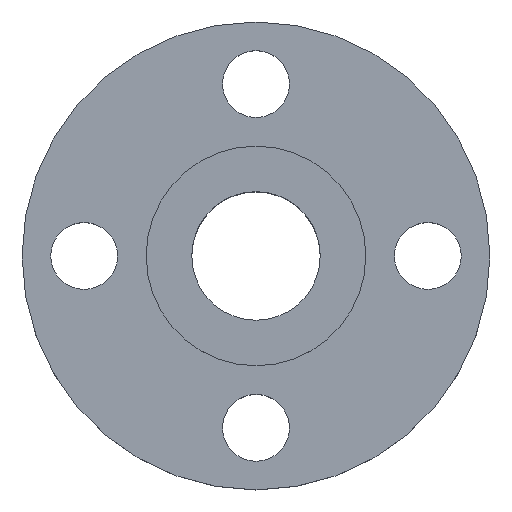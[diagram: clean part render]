
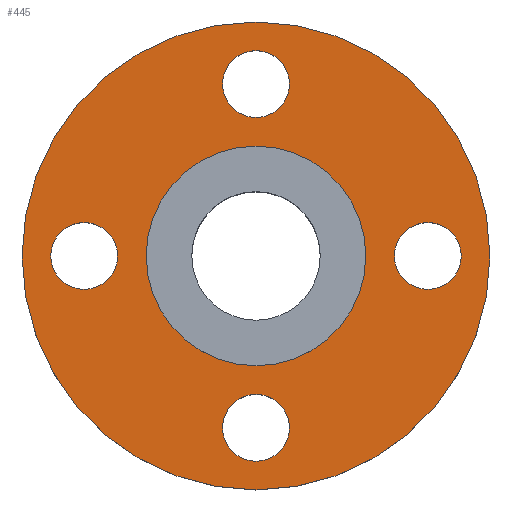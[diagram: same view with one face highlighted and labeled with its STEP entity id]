
A CAD part, top view. The second image highlights one B-rep face of the part: STEP entity #445.
In plain terms, the highlighted planar face has unit normal (0, 0, 1).
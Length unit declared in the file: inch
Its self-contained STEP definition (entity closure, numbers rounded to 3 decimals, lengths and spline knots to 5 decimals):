
#4 = ORIENTED_EDGE ( 'NONE', *, *, #167, .F. ) ;
#8 = CARTESIAN_POINT ( 'NONE',  ( 0.4375, -2.25, -0.0625 ) ) ;
#9 = AXIS2_PLACEMENT_3D ( 'NONE', #808, #745, #159 ) ;
#14 = CARTESIAN_POINT ( 'NONE',  ( -2.6875, 0., -0.0625 ) ) ;
#15 = DIRECTION ( 'NONE',  ( 0., 0., -1. ) ) ;
#17 = ORIENTED_EDGE ( 'NONE', *, *, #199, .T. ) ;
#33 = ORIENTED_EDGE ( 'NONE', *, *, #248, .T. ) ;
#38 = CARTESIAN_POINT ( 'NONE',  ( -1.8125, 0., -0.0625 ) ) ;
#40 = DIRECTION ( 'NONE',  ( 0., 0., 1. ) ) ;
#69 = ORIENTED_EDGE ( 'NONE', *, *, #132, .F. ) ;
#77 = EDGE_CURVE ( 'NONE', #403, #736, #560, .T. ) ;
#83 = VERTEX_POINT ( 'NONE', #8 ) ;
#85 = FACE_BOUND ( 'NONE', #212, .T. ) ;
#90 = CARTESIAN_POINT ( 'NONE',  ( -2.25, 0., -0.0625 ) ) ;
#91 = EDGE_CURVE ( 'NONE', #817, #835, #685, .T. ) ;
#109 = DIRECTION ( 'NONE',  ( -1., 0., 0. ) ) ;
#110 = CARTESIAN_POINT ( 'NONE',  ( 0., 0., -0.0625 ) ) ;
#115 = CIRCLE ( 'NONE', #440, 0.4375 ) ;
#127 = CIRCLE ( 'NONE', #9, 1.4375 ) ;
#128 = DIRECTION ( 'NONE',  ( -1., 0., 0. ) ) ;
#132 = EDGE_CURVE ( 'NONE', #835, #817, #405, .T. ) ;
#133 = CARTESIAN_POINT ( 'NONE',  ( -0.4375, 2.25, -0.0625 ) ) ;
#136 = EDGE_LOOP ( 'NONE', ( #69, #571 ) ) ;
#140 = DIRECTION ( 'NONE',  ( 1., 0., 0. ) ) ;
#146 = DIRECTION ( 'NONE',  ( 0., -1., 0. ) ) ;
#159 = DIRECTION ( 'NONE',  ( 1., 0., 0. ) ) ;
#167 = EDGE_CURVE ( 'NONE', #736, #403, #127, .T. ) ;
#168 = CARTESIAN_POINT ( 'NONE',  ( 0., 2.25, -0.0625 ) ) ;
#173 = DIRECTION ( 'NONE',  ( 0., 0., 1. ) ) ;
#176 = ORIENTED_EDGE ( 'NONE', *, *, #669, .F. ) ;
#195 = VERTEX_POINT ( 'NONE', #413 ) ;
#199 = EDGE_CURVE ( 'NONE', #555, #195, #797, .T. ) ;
#200 = CARTESIAN_POINT ( 'NONE',  ( 1.4375, 0., -0.0625 ) ) ;
#202 = CARTESIAN_POINT ( 'NONE',  ( 0., -2.25, -0.0625 ) ) ;
#209 = CIRCLE ( 'NONE', #840, 0.4375 ) ;
#212 = EDGE_LOOP ( 'NONE', ( #4, #779 ) ) ;
#214 = CARTESIAN_POINT ( 'NONE',  ( 3.0625, 0., -0.0625 ) ) ;
#228 = DIRECTION ( 'NONE',  ( 0., 0., 1. ) ) ;
#243 = CARTESIAN_POINT ( 'NONE',  ( -0.4375, -2.25, -0.0625 ) ) ;
#248 = EDGE_CURVE ( 'NONE', #195, #555, #365, .T. ) ;
#250 = DIRECTION ( 'NONE',  ( 0., 0., 1. ) ) ;
#253 = CARTESIAN_POINT ( 'NONE',  ( -2.25, 0., -0.0625 ) ) ;
#254 = ORIENTED_EDGE ( 'NONE', *, *, #607, .F. ) ;
#255 = EDGE_LOOP ( 'NONE', ( #386, #761 ) ) ;
#262 = EDGE_CURVE ( 'NONE', #301, #850, #713, .T. ) ;
#265 = CARTESIAN_POINT ( 'NONE',  ( 0.4375, 2.25, -0.0625 ) ) ;
#268 = DIRECTION ( 'NONE',  ( 0., 1., 0. ) ) ;
#282 = CARTESIAN_POINT ( 'NONE',  ( -1.4375, 0., -0.0625 ) ) ;
#288 = CARTESIAN_POINT ( 'NONE',  ( 0., 0., -0.0625 ) ) ;
#301 = VERTEX_POINT ( 'NONE', #38 ) ;
#303 = CARTESIAN_POINT ( 'NONE',  ( 0., -2.25, -0.0625 ) ) ;
#338 = FACE_BOUND ( 'NONE', #428, .T. ) ;
#353 = VERTEX_POINT ( 'NONE', #510 ) ;
#365 = CIRCLE ( 'NONE', #633, 3.0625 ) ;
#366 = CIRCLE ( 'NONE', #744, 0.4375 ) ;
#371 = DIRECTION ( 'NONE',  ( 0., 0., 1. ) ) ;
#372 = EDGE_CURVE ( 'NONE', #376, #83, #209, .T. ) ;
#376 = VERTEX_POINT ( 'NONE', #243 ) ;
#377 = ORIENTED_EDGE ( 'NONE', *, *, #465, .F. ) ;
#385 = CARTESIAN_POINT ( 'NONE',  ( 0., 0., -0.0625 ) ) ;
#386 = ORIENTED_EDGE ( 'NONE', *, *, #548, .F. ) ;
#397 = DIRECTION ( 'NONE',  ( 0., 0., 1. ) ) ;
#403 = VERTEX_POINT ( 'NONE', #282 ) ;
#404 = FACE_BOUND ( 'NONE', #419, .T. ) ;
#405 = CIRCLE ( 'NONE', #752, 0.4375 ) ;
#411 = FACE_OUTER_BOUND ( 'NONE', #577, .T. ) ;
#413 = CARTESIAN_POINT ( 'NONE',  ( -3.0625, 0., -0.0625 ) ) ;
#419 = EDGE_LOOP ( 'NONE', ( #457, #377 ) ) ;
#428 = EDGE_LOOP ( 'NONE', ( #254, #176 ) ) ;
#440 = AXIS2_PLACEMENT_3D ( 'NONE', #90, #397, #678 ) ;
#445 = ADVANCED_FACE ( 'NONE', ( #782, #338, #612, #404, #85, #411 ), #803, .F. ) ;
#455 = CARTESIAN_POINT ( 'NONE',  ( 0., 1.4375, -0.0625 ) ) ;
#457 = ORIENTED_EDGE ( 'NONE', *, *, #262, .F. ) ;
#459 = DIRECTION ( 'NONE',  ( 0., 0., 1. ) ) ;
#465 = EDGE_CURVE ( 'NONE', #850, #301, #115, .T. ) ;
#478 = AXIS2_PLACEMENT_3D ( 'NONE', #723, #720, #146 ) ;
#487 = CARTESIAN_POINT ( 'NONE',  ( 2.25, 0., -0.0625 ) ) ;
#495 = AXIS2_PLACEMENT_3D ( 'NONE', #455, #15, #128 ) ;
#510 = CARTESIAN_POINT ( 'NONE',  ( 1.8125, 0., -0.0625 ) ) ;
#548 = EDGE_CURVE ( 'NONE', #83, #376, #728, .T. ) ;
#553 = DIRECTION ( 'NONE',  ( 0., -1., 0. ) ) ;
#555 = VERTEX_POINT ( 'NONE', #214 ) ;
#560 = CIRCLE ( 'NONE', #619, 1.4375 ) ;
#571 = ORIENTED_EDGE ( 'NONE', *, *, #91, .F. ) ;
#574 = DIRECTION ( 'NONE',  ( 0., 1., 0. ) ) ;
#575 = VERTEX_POINT ( 'NONE', #618 ) ;
#577 = EDGE_LOOP ( 'NONE', ( #17, #33 ) ) ;
#579 = DIRECTION ( 'NONE',  ( 0., 0., 1. ) ) ;
#605 = AXIS2_PLACEMENT_3D ( 'NONE', #253, #579, #778 ) ;
#607 = EDGE_CURVE ( 'NONE', #575, #353, #366, .T. ) ;
#612 = FACE_BOUND ( 'NONE', #255, .T. ) ;
#614 = DIRECTION ( 'NONE',  ( 0., 0., 1. ) ) ;
#618 = CARTESIAN_POINT ( 'NONE',  ( 2.6875, 0., -0.0625 ) ) ;
#619 = AXIS2_PLACEMENT_3D ( 'NONE', #385, #459, #140 ) ;
#626 = DIRECTION ( 'NONE',  ( 1., 0., 0. ) ) ;
#633 = AXIS2_PLACEMENT_3D ( 'NONE', #110, #371, #704 ) ;
#669 = EDGE_CURVE ( 'NONE', #353, #575, #769, .T. ) ;
#678 = DIRECTION ( 'NONE',  ( 1., 0., 0. ) ) ;
#685 = CIRCLE ( 'NONE', #478, 0.4375 ) ;
#690 = DIRECTION ( 'NONE',  ( -1., 0., 0. ) ) ;
#704 = DIRECTION ( 'NONE',  ( 1., 0., 0. ) ) ;
#713 = CIRCLE ( 'NONE', #605, 0.4375 ) ;
#715 = AXIS2_PLACEMENT_3D ( 'NONE', #202, #719, #268 ) ;
#719 = DIRECTION ( 'NONE',  ( 0., 0., 1. ) ) ;
#720 = DIRECTION ( 'NONE',  ( 0., 0., 1. ) ) ;
#723 = CARTESIAN_POINT ( 'NONE',  ( 0., 2.25, -0.0625 ) ) ;
#728 = CIRCLE ( 'NONE', #715, 0.4375 ) ;
#736 = VERTEX_POINT ( 'NONE', #200 ) ;
#744 = AXIS2_PLACEMENT_3D ( 'NONE', #487, #40, #109 ) ;
#745 = DIRECTION ( 'NONE',  ( 0., 0., 1. ) ) ;
#751 = CARTESIAN_POINT ( 'NONE',  ( 2.25, 0., -0.0625 ) ) ;
#752 = AXIS2_PLACEMENT_3D ( 'NONE', #168, #614, #553 ) ;
#761 = ORIENTED_EDGE ( 'NONE', *, *, #372, .F. ) ;
#769 = CIRCLE ( 'NONE', #857, 0.4375 ) ;
#778 = DIRECTION ( 'NONE',  ( 1., 0., 0. ) ) ;
#779 = ORIENTED_EDGE ( 'NONE', *, *, #77, .F. ) ;
#782 = FACE_BOUND ( 'NONE', #136, .T. ) ;
#797 = CIRCLE ( 'NONE', #825, 3.0625 ) ;
#803 = PLANE ( 'NONE',  #495 ) ;
#808 = CARTESIAN_POINT ( 'NONE',  ( 0., 0., -0.0625 ) ) ;
#817 = VERTEX_POINT ( 'NONE', #133 ) ;
#825 = AXIS2_PLACEMENT_3D ( 'NONE', #288, #228, #626 ) ;
#835 = VERTEX_POINT ( 'NONE', #265 ) ;
#840 = AXIS2_PLACEMENT_3D ( 'NONE', #303, #250, #574 ) ;
#850 = VERTEX_POINT ( 'NONE', #14 ) ;
#857 = AXIS2_PLACEMENT_3D ( 'NONE', #751, #173, #690 ) ;
